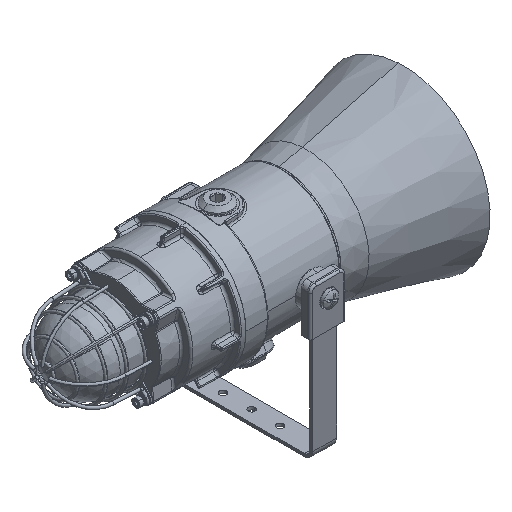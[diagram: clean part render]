
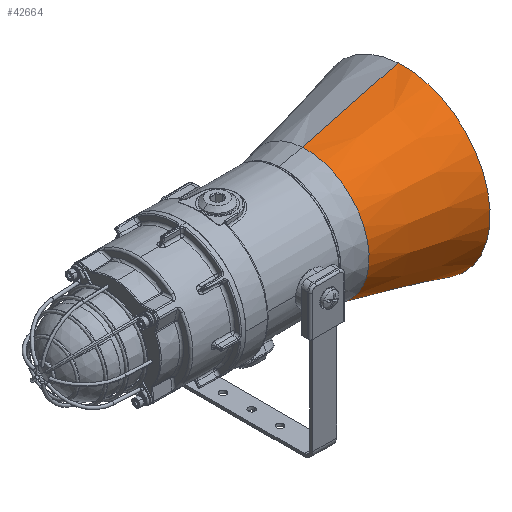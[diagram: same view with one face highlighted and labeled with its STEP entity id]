
A CAD part, isometric view. The second image highlights one B-rep face of the part: STEP entity #42664.
In plain terms, the highlighted conical face has half-angle 13.695 degrees and reference radius 91.101 mm.
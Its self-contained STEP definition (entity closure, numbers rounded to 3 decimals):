
#235 = VECTOR ( 'NONE', #39524, 1000. ) ;
#915 = CIRCLE ( 'NONE', #36842, 66.15 ) ;
#1196 = AXIS2_PLACEMENT_3D ( 'NONE', #1252, #14449, #37581 ) ;
#1252 = CARTESIAN_POINT ( 'NONE',  ( -122.893, 0., 0. ) ) ;
#3019 = CARTESIAN_POINT ( 'NONE',  ( -122.893, -91.101, 0. ) ) ;
#4866 = EDGE_CURVE ( 'NONE', #33275, #27925, #25129, .T. ) ;
#7139 = EDGE_CURVE ( 'NONE', #11618, #33275, #8458, .T. ) ;
#7273 = DIRECTION ( 'NONE',  ( 1., 0., 0. ) ) ;
#7718 = CARTESIAN_POINT ( 'NONE',  ( -122.893, 91.101, 0. ) ) ;
#7950 = DIRECTION ( 'NONE',  ( 1., 0., 0. ) ) ;
#8225 = EDGE_CURVE ( 'NONE', #34283, #27925, #42132, .T. ) ;
#8458 = LINE ( 'NONE', #41527, #15051 ) ;
#11618 = VERTEX_POINT ( 'NONE', #25073 ) ;
#13840 = CARTESIAN_POINT ( 'NONE',  ( -20.5, -66.15, 0. ) ) ;
#14057 = AXIS2_PLACEMENT_3D ( 'NONE', #40739, #7273, #36665 ) ;
#14449 = DIRECTION ( 'NONE',  ( -1., 0., 0. ) ) ;
#15051 = VECTOR ( 'NONE', #25131, 1000. ) ;
#20658 = CARTESIAN_POINT ( 'NONE',  ( -122.893, -91.101, 0. ) ) ;
#20720 = EDGE_CURVE ( 'NONE', #11618, #34283, #915, .T. ) ;
#21598 = FACE_OUTER_BOUND ( 'NONE', #27224, .T. ) ;
#24005 = CONICAL_SURFACE ( 'NONE', #1196, 91.101, 0.239 ) ;
#25073 = CARTESIAN_POINT ( 'NONE',  ( -20.5, 66.15, 0. ) ) ;
#25129 = CIRCLE ( 'NONE', #14057, 91.101 ) ;
#25131 = DIRECTION ( 'NONE',  ( -0.972, 0.237, 0. ) ) ;
#25433 = ORIENTED_EDGE ( 'NONE', *, *, #20720, .F. ) ;
#27224 = EDGE_LOOP ( 'NONE', ( #25433, #35793, #36443, #37889 ) ) ;
#27925 = VERTEX_POINT ( 'NONE', #20658 ) ;
#33275 = VERTEX_POINT ( 'NONE', #7718 ) ;
#34283 = VERTEX_POINT ( 'NONE', #13840 ) ;
#34365 = DIRECTION ( 'NONE',  ( 0., 1., 0. ) ) ;
#35793 = ORIENTED_EDGE ( 'NONE', *, *, #7139, .T. ) ;
#36443 = ORIENTED_EDGE ( 'NONE', *, *, #4866, .T. ) ;
#36665 = DIRECTION ( 'NONE',  ( 0., 1., 0. ) ) ;
#36842 = AXIS2_PLACEMENT_3D ( 'NONE', #37560, #7950, #34365 ) ;
#37560 = CARTESIAN_POINT ( 'NONE',  ( -20.5, 0., 0. ) ) ;
#37581 = DIRECTION ( 'NONE',  ( 0., -1., 0. ) ) ;
#37889 = ORIENTED_EDGE ( 'NONE', *, *, #8225, .F. ) ;
#39524 = DIRECTION ( 'NONE',  ( -0.972, -0.237, 0. ) ) ;
#40739 = CARTESIAN_POINT ( 'NONE',  ( -122.893, 0., 0. ) ) ;
#41527 = CARTESIAN_POINT ( 'NONE',  ( -122.893, 91.101, 0. ) ) ;
#42132 = LINE ( 'NONE', #3019, #235 ) ;
#42664 = ADVANCED_FACE ( 'NONE', ( #21598 ), #24005, .T. ) ;
